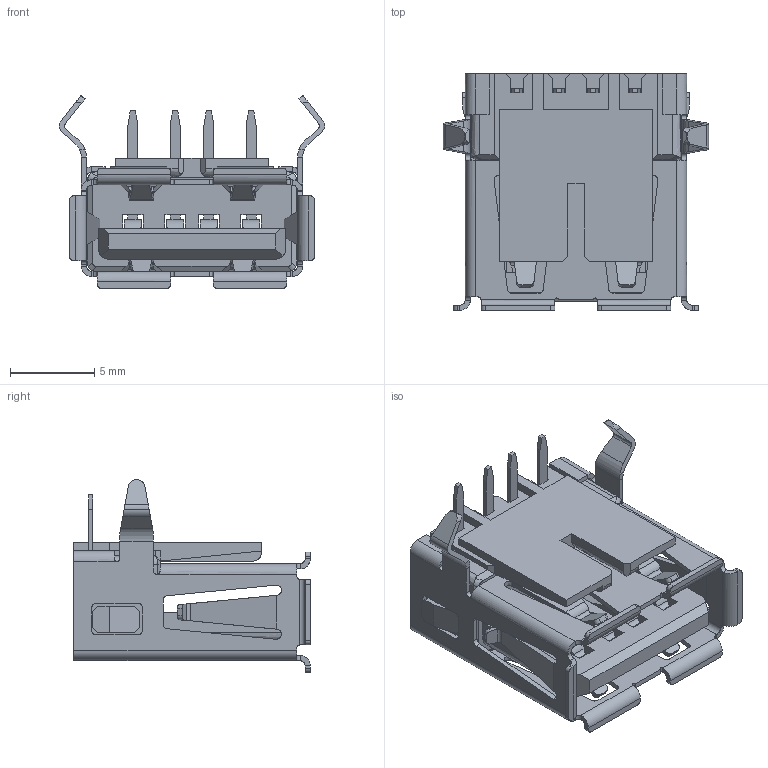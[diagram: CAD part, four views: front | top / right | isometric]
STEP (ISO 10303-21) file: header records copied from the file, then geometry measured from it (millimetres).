
FILE_DESCRIPTION (( 'STEP AP214' ), '1' );
FILE_NAME ('24-01408---P(028)A34.STEP', '2020-03-12T16:58:46', ( '' ), ( '' ), 'SwSTEP 2.0', 'SolidWorks 2018', '' );
FILE_SCHEMA (( 'AUTOMOTIVE_DESIGN' ));
Length unit declared in the file: millimetre
Products named in the file (1): 24-01408---P(028)A34
Bounding box: 15.7 x 14 x 11.41 mm (x, y, z)
Surface area: 1984 mm2 (no closed solid volume)
Topology: 0 solids, 6 shells, 949 faces, 2564 edges, 1612 vertices
Faces by surface type: bspline 949
Entity records: 34442 total; most frequent: CARTESIAN_POINT 15711, ORIENTED_EDGE 5112, EDGE_CURVE 2564, B_SPLINE_CURVE_WITH_KNOTS 2323, VERTEX_POINT 1612, EDGE_LOOP 968, ADVANCED_FACE 949, FACE_OUTER_BOUND 949
